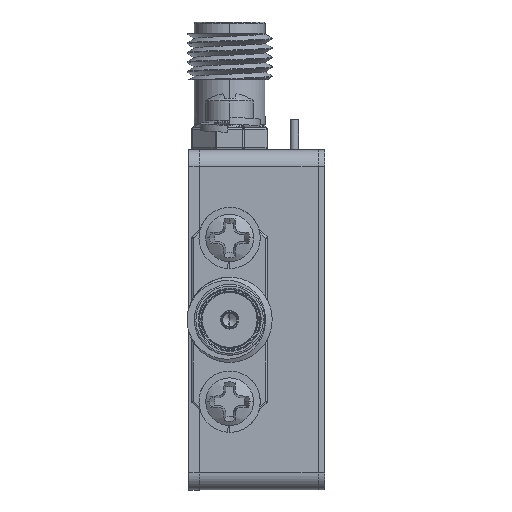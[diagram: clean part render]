
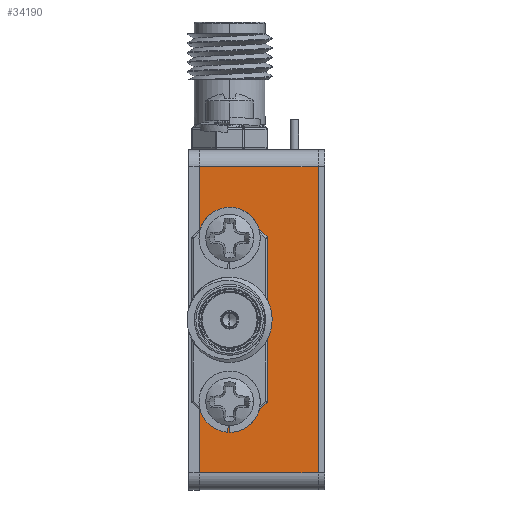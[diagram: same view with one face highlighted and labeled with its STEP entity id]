
A CAD part, left-side view. The second image highlights one B-rep face of the part: STEP entity #34190.
In plain terms, the highlighted planar face has unit normal (-1, 0, 0).
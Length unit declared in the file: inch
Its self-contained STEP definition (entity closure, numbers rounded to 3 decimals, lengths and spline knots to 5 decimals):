
#602 = CARTESIAN_POINT ( 'NONE',  ( -0.5, -0.089, 0.049 ) ) ;
#852 = VERTEX_POINT ( 'NONE', #30697 ) ;
#2400 = ORIENTED_EDGE ( 'NONE', *, *, #20070, .F. ) ;
#2522 = CARTESIAN_POINT ( 'NONE',  ( -0.5, -0.089, -0.2055 ) ) ;
#2814 = VERTEX_POINT ( 'NONE', #602 ) ;
#4203 = AXIS2_PLACEMENT_3D ( 'NONE', #23079, #6092, #25941 ) ;
#4210 = AXIS2_PLACEMENT_3D ( 'NONE', #14478, #34236, #17329 ) ;
#4261 = AXIS2_PLACEMENT_3D ( 'NONE', #25827, #8791, #28683 ) ;
#6092 = DIRECTION ( 'NONE',  ( 1., 0., 0. ) ) ;
#6416 = CARTESIAN_POINT ( 'NONE',  ( -0.5, -0.089, 0. ) ) ;
#7655 = ORIENTED_EDGE ( 'NONE', *, *, #19355, .T. ) ;
#7684 = AXIS2_PLACEMENT_3D ( 'NONE', #15988, #35754, #18895 ) ;
#7713 = CARTESIAN_POINT ( 'NONE',  ( -0.5, -0.349, 0. ) ) ;
#8595 = ORIENTED_EDGE ( 'NONE', *, *, #12539, .T. ) ;
#8791 = DIRECTION ( 'NONE',  ( 1., 0., 0. ) ) ;
#9241 = DIRECTION ( 'NONE',  ( 0., 0., 1. ) ) ;
#9425 = VERTEX_POINT ( 'NONE', #34476 ) ;
#10608 = CIRCLE ( 'NONE', #20898, 0.035 ) ;
#11320 = VERTEX_POINT ( 'NONE', #24621 ) ;
#11759 = CIRCLE ( 'NONE', #4261, 0.049 ) ;
#12180 = VECTOR ( 'NONE', #27596, 39.37008 ) ;
#12395 = EDGE_CURVE ( 'NONE', #19252, #852, #28020, .T. ) ;
#12443 = EDGE_CURVE ( 'NONE', #36331, #33372, #10608, .T. ) ;
#12539 = EDGE_CURVE ( 'NONE', #2814, #9425, #35847, .T. ) ;
#12994 = ORIENTED_EDGE ( 'NONE', *, *, #19261, .T. ) ;
#13103 = FACE_BOUND ( 'NONE', #23897, .T. ) ;
#13411 = DIRECTION ( 'NONE',  ( 0., 0., -1. ) ) ;
#13987 = FACE_OUTER_BOUND ( 'NONE', #36154, .T. ) ;
#14310 = CARTESIAN_POINT ( 'NONE',  ( -0.5, -0.089, -0.2405 ) ) ;
#14478 = CARTESIAN_POINT ( 'NONE',  ( -0.5, -0.089, -0.2405 ) ) ;
#15174 = DIRECTION ( 'NONE',  ( 0., 0., -1. ) ) ;
#15502 = CARTESIAN_POINT ( 'NONE',  ( -0.5, -0.349, 0.45 ) ) ;
#15617 = VERTEX_POINT ( 'NONE', #24822 ) ;
#15710 = LINE ( 'NONE', #7713, #26435 ) ;
#15988 = CARTESIAN_POINT ( 'NONE',  ( -0.5, -0.349, 0.5 ) ) ;
#16068 = ORIENTED_EDGE ( 'NONE', *, *, #20075, .F. ) ;
#16182 = LINE ( 'NONE', #15502, #22906 ) ;
#16657 = CARTESIAN_POINT ( 'NONE',  ( -0.5, -0.089, 0.2405 ) ) ;
#16738 = EDGE_LOOP ( 'NONE', ( #30773, #35093 ) ) ;
#17166 = DIRECTION ( 'NONE',  ( 0., 0., 1. ) ) ;
#17329 = DIRECTION ( 'NONE',  ( 0., 0., 1. ) ) ;
#18402 = DIRECTION ( 'NONE',  ( 0., 1., 0. ) ) ;
#18693 = CARTESIAN_POINT ( 'NONE',  ( -0.5, 0., -0.45 ) ) ;
#18789 = ORIENTED_EDGE ( 'NONE', *, *, #12395, .T. ) ;
#18895 = DIRECTION ( 'NONE',  ( 0., 0., 1. ) ) ;
#19243 = EDGE_CURVE ( 'NONE', #9425, #2814, #11759, .T. ) ;
#19251 = EDGE_CURVE ( 'NONE', #33372, #36331, #23343, .T. ) ;
#19252 = VERTEX_POINT ( 'NONE', #31362 ) ;
#19261 = EDGE_CURVE ( 'NONE', #852, #19252, #30863, .T. ) ;
#19355 = EDGE_CURVE ( 'NONE', #11320, #26711, #29544, .T. ) ;
#19551 = DIRECTION ( 'NONE',  ( 0., 0., 1. ) ) ;
#19750 = LINE ( 'NONE', #33198, #12180 ) ;
#19967 = EDGE_CURVE ( 'NONE', #31117, #11320, #16182, .T. ) ;
#20070 = EDGE_CURVE ( 'NONE', #31117, #15617, #15710, .T. ) ;
#20075 = EDGE_CURVE ( 'NONE', #15617, #26711, #19750, .T. ) ;
#20674 = FACE_BOUND ( 'NONE', #27904, .T. ) ;
#20675 = AXIS2_PLACEMENT_3D ( 'NONE', #6416, #26268, #9241 ) ;
#20837 = CARTESIAN_POINT ( 'NONE',  ( -0.5, 0., 0.5 ) ) ;
#20898 = AXIS2_PLACEMENT_3D ( 'NONE', #14310, #34083, #17166 ) ;
#21064 = AXIS2_PLACEMENT_3D ( 'NONE', #16657, #36391, #19551 ) ;
#21438 = CARTESIAN_POINT ( 'NONE',  ( -0.5, -0.089, -0.2755 ) ) ;
#21578 = FACE_BOUND ( 'NONE', #16738, .T. ) ;
#21646 = PLANE ( 'NONE',  #7684 ) ;
#21988 = VECTOR ( 'NONE', #15174, 39.37008 ) ;
#22906 = VECTOR ( 'NONE', #18402, 39.37008 ) ;
#23079 = CARTESIAN_POINT ( 'NONE',  ( -0.5, -0.089, 0.2405 ) ) ;
#23343 = CIRCLE ( 'NONE', #4210, 0.035 ) ;
#23897 = EDGE_LOOP ( 'NONE', ( #8595, #31230 ) ) ;
#24621 = CARTESIAN_POINT ( 'NONE',  ( -0.5, 0., 0.45 ) ) ;
#24822 = CARTESIAN_POINT ( 'NONE',  ( -0.5, -0.349, -0.45 ) ) ;
#25748 = CARTESIAN_POINT ( 'NONE',  ( -0.5, -0.349, 0.45 ) ) ;
#25827 = CARTESIAN_POINT ( 'NONE',  ( -0.5, -0.089, 0. ) ) ;
#25941 = DIRECTION ( 'NONE',  ( 0., 0., 1. ) ) ;
#26268 = DIRECTION ( 'NONE',  ( 1., 0., 0. ) ) ;
#26435 = VECTOR ( 'NONE', #13411, 39.37008 ) ;
#26711 = VERTEX_POINT ( 'NONE', #18693 ) ;
#27596 = DIRECTION ( 'NONE',  ( 0., 1., 0. ) ) ;
#27904 = EDGE_LOOP ( 'NONE', ( #18789, #12994 ) ) ;
#28020 = CIRCLE ( 'NONE', #21064, 0.035 ) ;
#28683 = DIRECTION ( 'NONE',  ( 0., 0., 1. ) ) ;
#29544 = LINE ( 'NONE', #20837, #21988 ) ;
#30697 = CARTESIAN_POINT ( 'NONE',  ( -0.5, -0.089, 0.2055 ) ) ;
#30773 = ORIENTED_EDGE ( 'NONE', *, *, #12443, .T. ) ;
#30863 = CIRCLE ( 'NONE', #4203, 0.035 ) ;
#31117 = VERTEX_POINT ( 'NONE', #25748 ) ;
#31230 = ORIENTED_EDGE ( 'NONE', *, *, #19243, .T. ) ;
#31362 = CARTESIAN_POINT ( 'NONE',  ( -0.5, -0.089, 0.2755 ) ) ;
#33198 = CARTESIAN_POINT ( 'NONE',  ( -0.5, -0.349, -0.45 ) ) ;
#33325 = ORIENTED_EDGE ( 'NONE', *, *, #19967, .T. ) ;
#33372 = VERTEX_POINT ( 'NONE', #21438 ) ;
#34083 = DIRECTION ( 'NONE',  ( 1., 0., 0. ) ) ;
#34190 = ADVANCED_FACE ( 'NONE', ( #13987, #20674, #21578, #13103 ), #21646, .T. ) ;
#34236 = DIRECTION ( 'NONE',  ( 1., 0., 0. ) ) ;
#34476 = CARTESIAN_POINT ( 'NONE',  ( -0.5, -0.089, -0.049 ) ) ;
#35093 = ORIENTED_EDGE ( 'NONE', *, *, #19251, .T. ) ;
#35754 = DIRECTION ( 'NONE',  ( -1., 0., 0. ) ) ;
#35847 = CIRCLE ( 'NONE', #20675, 0.049 ) ;
#36154 = EDGE_LOOP ( 'NONE', ( #2400, #33325, #7655, #16068 ) ) ;
#36331 = VERTEX_POINT ( 'NONE', #2522 ) ;
#36391 = DIRECTION ( 'NONE',  ( 1., 0., 0. ) ) ;
